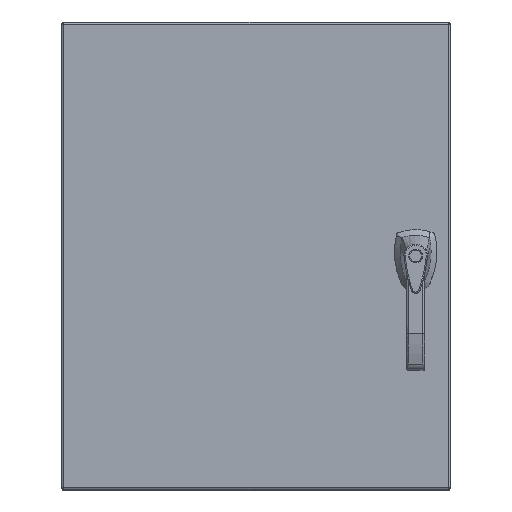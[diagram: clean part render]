
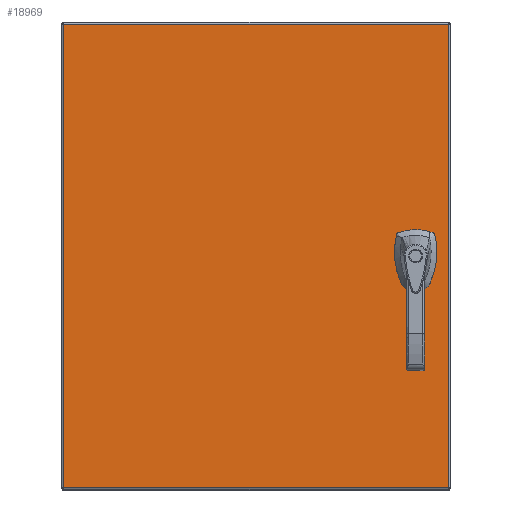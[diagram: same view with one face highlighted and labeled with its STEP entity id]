
A CAD part, front view. The second image highlights one B-rep face of the part: STEP entity #18969.
In plain terms, the highlighted planar face has unit normal (0, -1, 0).
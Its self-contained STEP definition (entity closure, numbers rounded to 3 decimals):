
#648 = DIRECTION ( 'NONE',  ( 1., 0., 0. ) ) ;
#828 = CARTESIAN_POINT ( 'NONE',  ( 8.585, -10.843, -0.231 ) ) ;
#902 = EDGE_CURVE ( 'NONE', #8802, #16686, #61727, .T. ) ;
#1872 = VECTOR ( 'NONE', #37203, 39.37 ) ;
#2602 = VECTOR ( 'NONE', #58661, 39.37 ) ;
#2731 = CARTESIAN_POINT ( 'NONE',  ( -9.876, -10.843, 11.877 ) ) ;
#3501 = VERTEX_POINT ( 'NONE', #61188 ) ;
#3859 = LINE ( 'NONE', #44342, #8760 ) ;
#4223 = DIRECTION ( 'NONE',  ( 0., 0., 1. ) ) ;
#4401 = CARTESIAN_POINT ( 'NONE',  ( 7.793, -10.843, -11.877 ) ) ;
#4422 = AXIS2_PLACEMENT_3D ( 'NONE', #9897, #38850, #43692 ) ;
#4819 = EDGE_LOOP ( 'NONE', ( #38252, #70374, #30234, #52219, #28767, #52220, #15031, #73217 ) ) ;
#6437 = VERTEX_POINT ( 'NONE', #29879 ) ;
#6946 = VERTEX_POINT ( 'NONE', #47239 ) ;
#6948 = CARTESIAN_POINT ( 'NONE',  ( -9.876, -10.843, 0.396 ) ) ;
#7261 = VECTOR ( 'NONE', #33588, 39.37 ) ;
#7638 = DIRECTION ( 'NONE',  ( 0.707, 0., 0.707 ) ) ;
#7674 = LINE ( 'NONE', #6948, #63730 ) ;
#8728 = CARTESIAN_POINT ( 'NONE',  ( 8.189, -10.843, -1.505 ) ) ;
#8760 = VECTOR ( 'NONE', #4223, 39.37 ) ;
#8802 = VERTEX_POINT ( 'NONE', #43123 ) ;
#9398 = DIRECTION ( 'NONE',  ( -0.707, 0., 0.707 ) ) ;
#9897 = CARTESIAN_POINT ( 'NONE',  ( 8.189, -10.843, -1.338 ) ) ;
#10092 = DIRECTION ( 'NONE',  ( 0., -1., 0. ) ) ;
#10136 = CARTESIAN_POINT ( 'NONE',  ( 7.958, -10.843, -0.396 ) ) ;
#10194 = ORIENTED_EDGE ( 'NONE', *, *, #73191, .T. ) ;
#11210 = DIRECTION ( 'NONE',  ( 1., 0., 0. ) ) ;
#11296 = EDGE_CURVE ( 'NONE', #18784, #6946, #24549, .T. ) ;
#12570 = ORIENTED_EDGE ( 'NONE', *, *, #902, .T. ) ;
#12977 = CARTESIAN_POINT ( 'NONE',  ( 8.42, -10.843, 0.396 ) ) ;
#14490 = EDGE_LOOP ( 'NONE', ( #10194, #51160, #37322, #12570 ) ) ;
#15031 = ORIENTED_EDGE ( 'NONE', *, *, #11296, .T. ) ;
#16020 = CARTESIAN_POINT ( 'NONE',  ( 9.877, -10.843, 11.877 ) ) ;
#16402 = FACE_OUTER_BOUND ( 'NONE', #14490, .T. ) ;
#16686 = VERTEX_POINT ( 'NONE', #17720 ) ;
#17720 = CARTESIAN_POINT ( 'NONE',  ( 9.877, -10.843, -11.877 ) ) ;
#18039 = CIRCLE ( 'NONE', #40572, 0.167 ) ;
#18784 = VERTEX_POINT ( 'NONE', #52928 ) ;
#18969 = ADVANCED_FACE ( 'NONE', ( #56151, #16402, #55056 ), #43528, .T. ) ;
#19037 = EDGE_CURVE ( 'NONE', #52724, #45126, #27908, .T. ) ;
#20045 = VERTEX_POINT ( 'NONE', #38867 ) ;
#22822 = ORIENTED_EDGE ( 'NONE', *, *, #57327, .T. ) ;
#22881 = DIRECTION ( 'NONE',  ( 0., 0., -1. ) ) ;
#23411 = CIRCLE ( 'NONE', #4422, 0.167 ) ;
#24549 = LINE ( 'NONE', #42366, #35724 ) ;
#25615 = CARTESIAN_POINT ( 'NONE',  ( 7.958, -10.843, 0.396 ) ) ;
#27048 = DIRECTION ( 'NONE',  ( 0., 1., 0. ) ) ;
#27908 = LINE ( 'NONE', #50945, #34811 ) ;
#28767 = ORIENTED_EDGE ( 'NONE', *, *, #19037, .T. ) ;
#29868 = VECTOR ( 'NONE', #9398, 39.37 ) ;
#29879 = CARTESIAN_POINT ( 'NONE',  ( 7.793, -10.843, -0.231 ) ) ;
#30234 = ORIENTED_EDGE ( 'NONE', *, *, #67868, .T. ) ;
#30834 = EDGE_CURVE ( 'NONE', #6946, #6437, #44313, .T. ) ;
#31022 = CARTESIAN_POINT ( 'NONE',  ( 7.793, -10.843, 0.231 ) ) ;
#32104 = EDGE_CURVE ( 'NONE', #49697, #8802, #68919, .T. ) ;
#32580 = VERTEX_POINT ( 'NONE', #25615 ) ;
#33488 = DIRECTION ( 'NONE',  ( 0., 0., -1. ) ) ;
#33588 = DIRECTION ( 'NONE',  ( -1., 0., 0. ) ) ;
#34080 = VERTEX_POINT ( 'NONE', #8728 ) ;
#34811 = VECTOR ( 'NONE', #38319, 39.37 ) ;
#35292 = CARTESIAN_POINT ( 'NONE',  ( 8.42, -10.843, 0.396 ) ) ;
#35724 = VECTOR ( 'NONE', #53901, 39.37 ) ;
#35732 = VECTOR ( 'NONE', #7638, 39.37 ) ;
#36342 = LINE ( 'NONE', #12977, #2602 ) ;
#37203 = DIRECTION ( 'NONE',  ( -0.707, 0., -0.707 ) ) ;
#37322 = ORIENTED_EDGE ( 'NONE', *, *, #32104, .T. ) ;
#38252 = ORIENTED_EDGE ( 'NONE', *, *, #67022, .T. ) ;
#38319 = DIRECTION ( 'NONE',  ( 0., 0., -1. ) ) ;
#38694 = CARTESIAN_POINT ( 'NONE',  ( -9.876, -10.843, -11.877 ) ) ;
#38850 = DIRECTION ( 'NONE',  ( 0., 1., 0. ) ) ;
#38867 = CARTESIAN_POINT ( 'NONE',  ( 7.793, -10.843, 0.231 ) ) ;
#40572 = AXIS2_PLACEMENT_3D ( 'NONE', #44149, #27048, #71639 ) ;
#41274 = CARTESIAN_POINT ( 'NONE',  ( 8.585, -10.843, 0.231 ) ) ;
#42366 = CARTESIAN_POINT ( 'NONE',  ( -9.876, -10.843, -0.396 ) ) ;
#43048 = LINE ( 'NONE', #4401, #73228 ) ;
#43123 = CARTESIAN_POINT ( 'NONE',  ( -9.876, -10.843, -11.877 ) ) ;
#43528 = PLANE ( 'NONE',  #52630 ) ;
#43692 = DIRECTION ( 'NONE',  ( 0., 0., -1. ) ) ;
#44149 = CARTESIAN_POINT ( 'NONE',  ( 8.189, -10.843, -1.338 ) ) ;
#44313 = LINE ( 'NONE', #10136, #29868 ) ;
#44342 = CARTESIAN_POINT ( 'NONE',  ( 9.877, -10.843, -11.877 ) ) ;
#45126 = VERTEX_POINT ( 'NONE', #828 ) ;
#45823 = LINE ( 'NONE', #50673, #7261 ) ;
#47239 = CARTESIAN_POINT ( 'NONE',  ( 7.958, -10.843, -0.396 ) ) ;
#48352 = LINE ( 'NONE', #59502, #1872 ) ;
#49697 = VERTEX_POINT ( 'NONE', #2731 ) ;
#50673 = CARTESIAN_POINT ( 'NONE',  ( -9.876, -10.843, 11.877 ) ) ;
#50945 = CARTESIAN_POINT ( 'NONE',  ( 8.585, -10.843, -11.877 ) ) ;
#51160 = ORIENTED_EDGE ( 'NONE', *, *, #57973, .T. ) ;
#52220 = ORIENTED_EDGE ( 'NONE', *, *, #61051, .T. ) ;
#52219 = ORIENTED_EDGE ( 'NONE', *, *, #57059, .T. ) ;
#52630 = AXIS2_PLACEMENT_3D ( 'NONE', #67655, #10092, #33488 ) ;
#52724 = VERTEX_POINT ( 'NONE', #41274 ) ;
#52928 = CARTESIAN_POINT ( 'NONE',  ( 8.42, -10.843, -0.396 ) ) ;
#52968 = ORIENTED_EDGE ( 'NONE', *, *, #63548, .T. ) ;
#53242 = VECTOR ( 'NONE', #11210, 39.37 ) ;
#53901 = DIRECTION ( 'NONE',  ( -1., 0., 0. ) ) ;
#55056 = FACE_BOUND ( 'NONE', #4819, .T. ) ;
#56098 = EDGE_LOOP ( 'NONE', ( #52968, #22822 ) ) ;
#56151 = FACE_BOUND ( 'NONE', #56098, .T. ) ;
#56679 = CARTESIAN_POINT ( 'NONE',  ( -9.876, -10.843, -11.877 ) ) ;
#57059 = EDGE_CURVE ( 'NONE', #62772, #52724, #36342, .T. ) ;
#57327 = EDGE_CURVE ( 'NONE', #3501, #34080, #18039, .T. ) ;
#57973 = EDGE_CURVE ( 'NONE', #72252, #49697, #45823, .T. ) ;
#58370 = EDGE_CURVE ( 'NONE', #20045, #32580, #63727, .T. ) ;
#58661 = DIRECTION ( 'NONE',  ( 0.707, 0., -0.707 ) ) ;
#59502 = CARTESIAN_POINT ( 'NONE',  ( 8.585, -10.843, -0.231 ) ) ;
#61051 = EDGE_CURVE ( 'NONE', #45126, #18784, #48352, .T. ) ;
#61188 = CARTESIAN_POINT ( 'NONE',  ( 8.189, -10.843, -1.171 ) ) ;
#61727 = LINE ( 'NONE', #38694, #53242 ) ;
#62772 = VERTEX_POINT ( 'NONE', #35292 ) ;
#63548 = EDGE_CURVE ( 'NONE', #34080, #3501, #23411, .T. ) ;
#63727 = LINE ( 'NONE', #31022, #35732 ) ;
#63730 = VECTOR ( 'NONE', #648, 39.37 ) ;
#65700 = DIRECTION ( 'NONE',  ( 0., 0., 1. ) ) ;
#67022 = EDGE_CURVE ( 'NONE', #6437, #20045, #43048, .T. ) ;
#67655 = CARTESIAN_POINT ( 'NONE',  ( -9.876, -10.843, -11.877 ) ) ;
#67868 = EDGE_CURVE ( 'NONE', #32580, #62772, #7674, .T. ) ;
#68919 = LINE ( 'NONE', #56679, #72614 ) ;
#70374 = ORIENTED_EDGE ( 'NONE', *, *, #58370, .T. ) ;
#71639 = DIRECTION ( 'NONE',  ( 0., 0., -1. ) ) ;
#72252 = VERTEX_POINT ( 'NONE', #16020 ) ;
#72614 = VECTOR ( 'NONE', #22881, 39.37 ) ;
#73191 = EDGE_CURVE ( 'NONE', #16686, #72252, #3859, .T. ) ;
#73217 = ORIENTED_EDGE ( 'NONE', *, *, #30834, .T. ) ;
#73228 = VECTOR ( 'NONE', #65700, 39.37 ) ;
